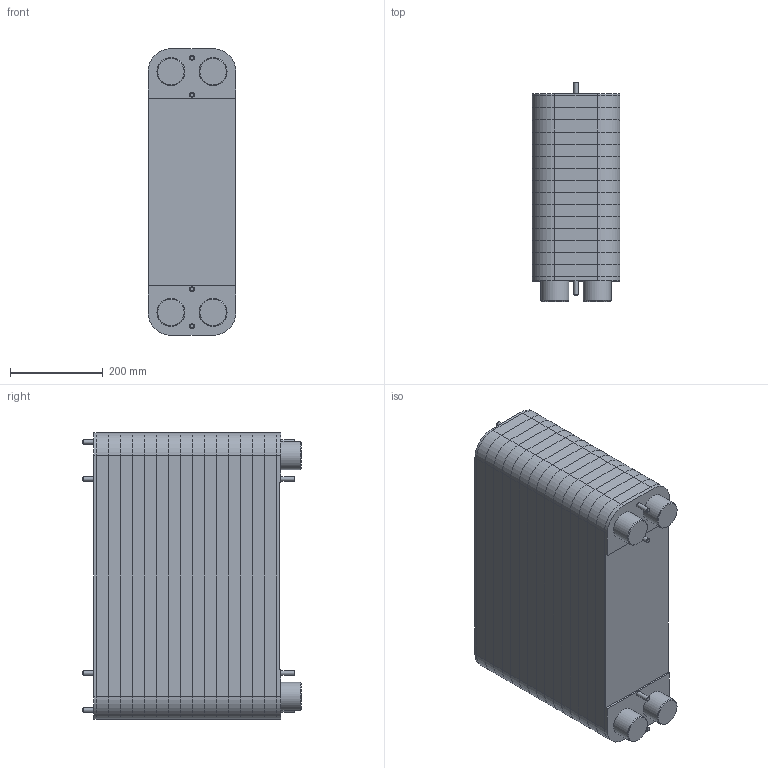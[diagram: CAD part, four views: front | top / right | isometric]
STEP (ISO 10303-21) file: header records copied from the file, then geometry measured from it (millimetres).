
FILE_DESCRIPTION(/* description */ (''),/* implementation_level */ '2;1');
FILE_NAME(/* name */ '3d_RHB110-8017100.stp',/* time_stamp */ '2018-09-03T13:08:53+02:00',/* author */ ('Andrzej'),/* organization */ (''),/* preprocessor_version */ 'ST-DEVELOPER v16.13',/* originating_system */ 'AutoCAD Mechanical',/* authorisation */ '');
FILE_SCHEMA (('AUTOMOTIVE_DESIGN { 1 0 10303 214 3 1 1 }'));
Length unit declared in the file: millimetre
Products named in the file (1): Product
Bounding box: 190 x 472 x 619 mm (x, y, z)
Volume: 46875413.3 mm3; surface area: 4606938.5 mm2
Topology: 21 solids, 21 shells, 214 faces, 1800 edges, 2956 vertices
Faces by surface type: plane 122, cylinder 80, cone 12
Full cylindrical faces by diameter (mm): 10 x8, 60.3 x4
Entity records: 17093 total; most frequent: CARTESIAN_POINT 4947, DIRECTION 3038, STYLED_ITEM 1341, TRIMMED_CURVE 1320, AXIS2_PLACEMENT_3D 1047, LINE 944, VECTOR 944, ORIENTED_EDGE 912
